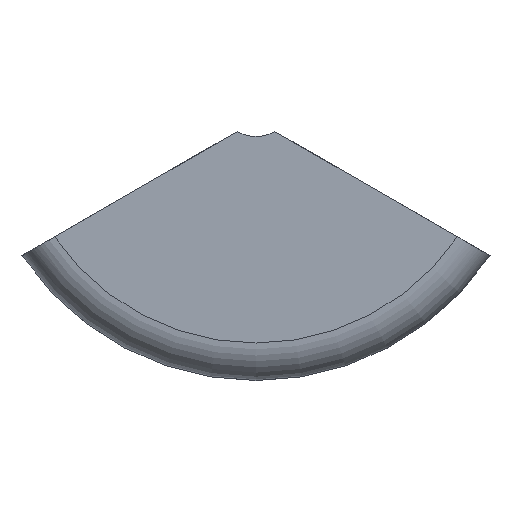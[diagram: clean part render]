
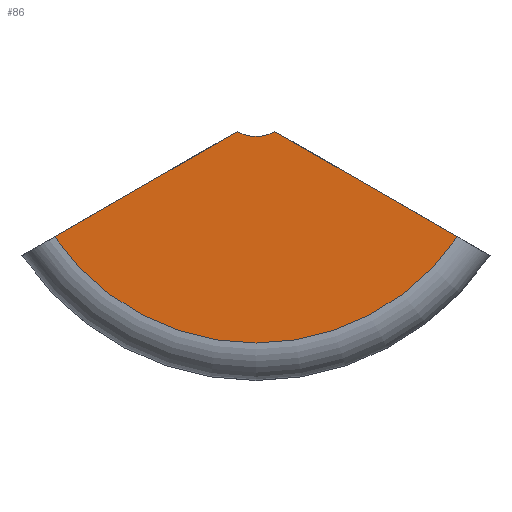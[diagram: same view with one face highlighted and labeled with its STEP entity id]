
A CAD part, left-side view. The second image highlights one B-rep face of the part: STEP entity #86.
In plain terms, the highlighted planar face has unit normal (-1, 0, 0).
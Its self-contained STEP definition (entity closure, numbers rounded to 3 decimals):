
#86=ADVANCED_FACE('',(#144),#124,.F.);
#124=PLANE('',#731);
#144=FACE_OUTER_BOUND('',#182,.T.);
#182=EDGE_LOOP('',(#296,#297,#298,#299));
#220=LINE('',#995,#258);
#221=LINE('',#999,#259);
#258=VECTOR('',#807,1.);
#259=VECTOR('',#810,1.);
#296=ORIENTED_EDGE('',*,*,#584,.F.);
#297=ORIENTED_EDGE('',*,*,#585,.T.);
#298=ORIENTED_EDGE('',*,*,#586,.T.);
#299=ORIENTED_EDGE('',*,*,#587,.T.);
#512=VERTEX_POINT('',#993);
#513=VERTEX_POINT('',#994);
#514=VERTEX_POINT('',#996);
#515=VERTEX_POINT('',#998);
#584=EDGE_CURVE('',#512,#513,#692,.T.);
#585=EDGE_CURVE('',#512,#514,#220,.T.);
#586=EDGE_CURVE('',#514,#515,#693,.T.);
#587=EDGE_CURVE('',#515,#513,#221,.T.);
#692=CIRCLE('',#729,2.);
#693=CIRCLE('',#730,13.);
#729=AXIS2_PLACEMENT_3D('',#992,#805,#806);
#730=AXIS2_PLACEMENT_3D('',#997,#808,#809);
#731=AXIS2_PLACEMENT_3D('',#1000,#811,#812);
#805=DIRECTION('',(-1.,0.,0.));
#806=DIRECTION('',(0.,0.,1.));
#807=DIRECTION('',(0.,0.866,-0.5));
#808=DIRECTION('',(-1.,0.,0.));
#809=DIRECTION('',(0.,0.,1.));
#810=DIRECTION('',(0.,0.866,0.5));
#811=DIRECTION('',(1.,0.,0.));
#812=DIRECTION('',(0.,0.,-1.));
#992=CARTESIAN_POINT('',(2.,0.,0.));
#993=CARTESIAN_POINT('',(2.,1.,-1.732));
#994=CARTESIAN_POINT('',(2.,-1.,-1.732));
#995=CARTESIAN_POINT('',(2.,9.25,-6.495));
#996=CARTESIAN_POINT('',(2.,10.725,-7.347));
#997=CARTESIAN_POINT('',(2.,0.,0.));
#998=CARTESIAN_POINT('',(2.,-10.725,-7.347));
#999=CARTESIAN_POINT('',(2.,10.25,4.763));
#1000=CARTESIAN_POINT('',(2.,13.,0.));
